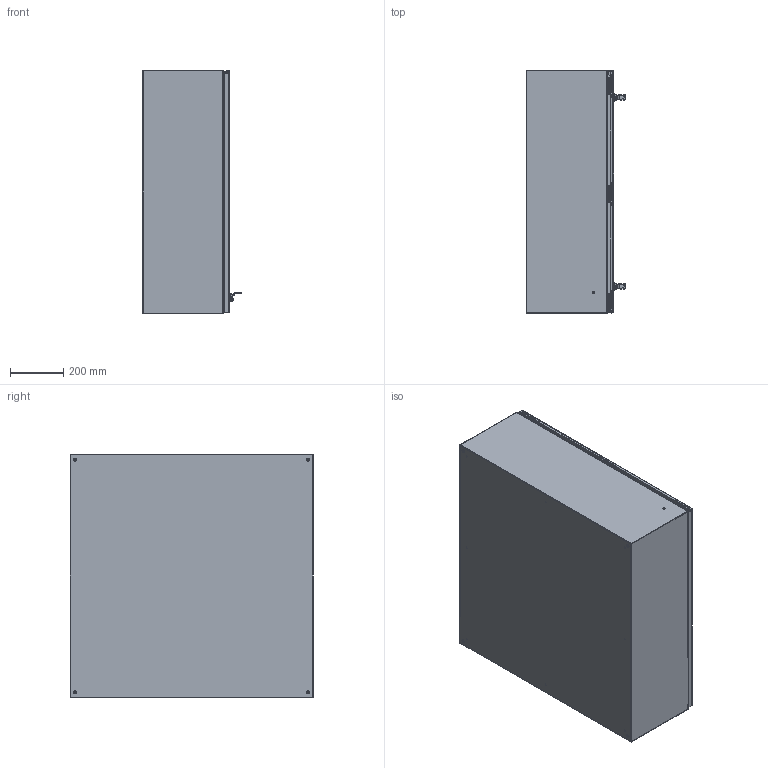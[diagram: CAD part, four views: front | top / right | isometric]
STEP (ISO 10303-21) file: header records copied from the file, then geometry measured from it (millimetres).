
FILE_DESCRIPTION((''),'2;1');
FILE_NAME('N412363612SSC.iam.stp','2011-08-30T10:49:13',(''),(''),'Autodesk Inventor 2011','Autodesk Inventor 2011','');
FILE_SCHEMA(('AUTOMOTIVE_DESIGN { 1 0 10303 214 1 1 1 1 }'));
Length unit declared in the file: inch
Products named in the file (23): N412363612SSC; N412363612SSCBTB; N4123612SSCLS; N4123612SSCRS; 388151; 38846; HFW328176; 17376 PIN; 17380 SCREW; 17723 BOX LEAF; 17723-UTI BRACKET; 17910 SEALING WASHER; HFW328175; HFW3161; N4123636SSCLID; 35124; 1000-u155_asm; 1000-14_prt; 1000-24_prt; 1000-u142_asm; 1000-318; 1000-03; 1000-277-01
Assembly tree (39 placements, depth 4):
  N412363612SSC
    N412363612SSCBTB
    N4123612SSCLS
    N4123612SSCRS
    388151  x8
    38846  x2
    HFW328176  x3
      17376 PIN
      17380 SCREW
      17723 BOX LEAF
      17723-UTI BRACKET
      17910 SEALING WASHER
    HFW328175  x3
    HFW3161  x3
    N4123636SSCLID
    35124  x2
      1000-u155_asm
      1000-14_prt
      1000-24_prt
      1000-u142_asm
        1000-318
        1000-03
        1000-277-01
Bounding box: 373.04 x 917.64 x 914.4 mm (x, y, z)
Volume: 5586535.4 mm3; surface area: 5979944.8 mm2
Topology: 53 solids, 57 shells, 2268 faces, 5510 edges, 3370 vertices
Faces by surface type: plane 863, cylinder 846, cone 287, bspline 199, torus 65, sphere 8
Full cylindrical faces by diameter (mm): 2.362 x6, 3.175 x3, 3.317 x102, 3.861 x6, 3.962 x3, 4.166 x102, 4.25 x6, 4.366 x6, 4.572 x6, 4.762 x6, 4.775 x2, 5 x2, 5.5 x2, 6.35 x14, 6.502 x6, 6.985 x8, 7.62 x8, 8.128 x6, 8.56 x2, 9.144 x6, 9.9 x2, 10 x2, 10.2 x2, 11.113 x4, 12.8 x2, 13.5 x2, 14.3 x8, 15.2 x2, 15.8 x2, 16.1 x2
Entity records: 33800 total; most frequent: CARTESIAN_POINT 12066, DIRECTION 4313, ORIENTED_EDGE 4111, EDGE_CURVE 2056, AXIS2_PLACEMENT_3D 1586, VERTEX_POINT 1330, EDGE_LOOP 1147, VECTOR 1141
